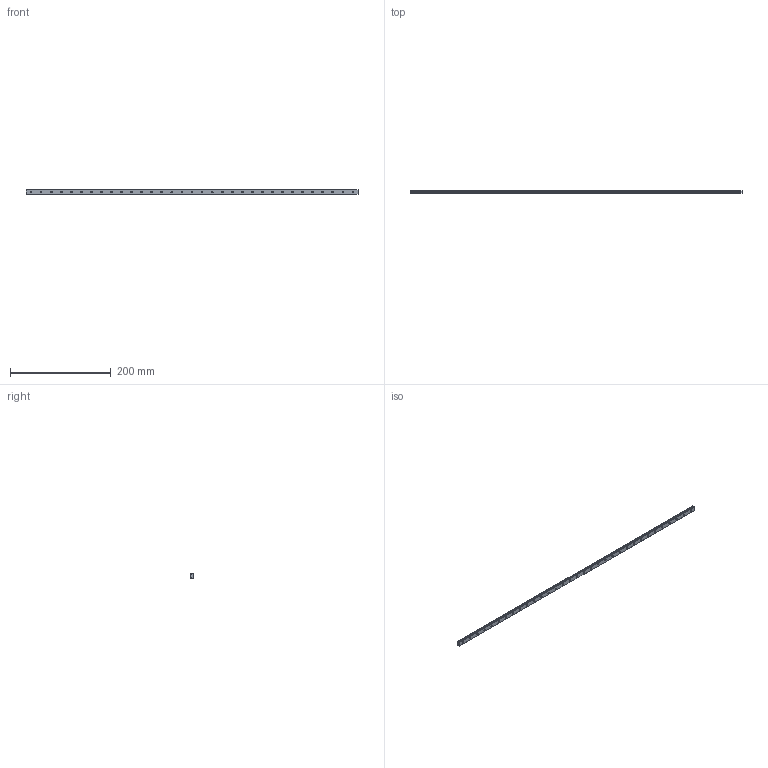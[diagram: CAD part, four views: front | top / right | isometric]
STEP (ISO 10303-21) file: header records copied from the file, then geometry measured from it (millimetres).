
FILE_DESCRIPTION (( 'STEP AP214' ), '1' );
FILE_NAME ('SRS9XGMSS-660LM_G10_0_0_0_0_0_1.STEP', '2021-08-13T09:28:25', ( '' ), ( '' ), 'SwSTEP 2.0', 'SolidWorks 2021', '' );
FILE_SCHEMA (( 'AUTOMOTIVE_DESIGN' ));
Length unit declared in the file: millimetre
Products named in the file (2): _SRS9XGM66010 Track; SRS9XGMSS-660LM_G10_0_0_0_0_0_1
Assembly tree (1 placements, depth 2):
  SRS9XGMSS-660LM_G10_0_0_0_0_0_1
    _SRS9XGM66010 Track
Bounding box: 660 x 5.5 x 9 mm (x, y, z)
Volume: 26301.7 mm3; surface area: 21282.6 mm2
Topology: 1 solids, 1 shells, 194 faces, 477 edges, 318 vertices
Faces by surface type: cylinder 145, plane 49
Entity records: 6089 total; most frequent: DIRECTION 1163, CARTESIAN_POINT 993, ORIENTED_EDGE 954, AXIS2_PLACEMENT_3D 488, EDGE_CURVE 477, VERTEX_POINT 318, EDGE_LOOP 293, CIRCLE 290
